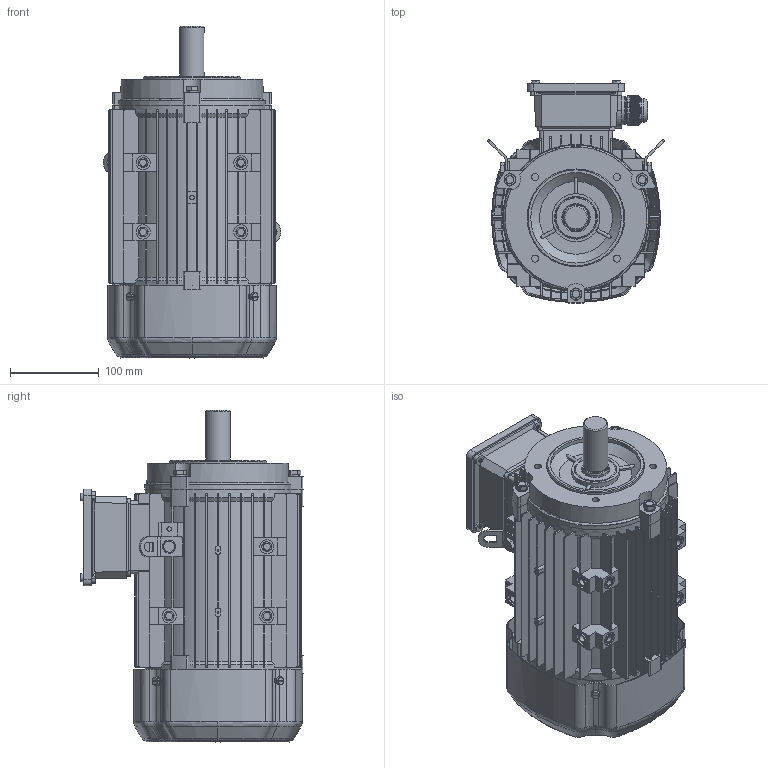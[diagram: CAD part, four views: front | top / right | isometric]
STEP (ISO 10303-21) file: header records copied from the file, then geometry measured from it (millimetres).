
FILE_DESCRIPTION(/* description */ (''),/* implementation_level */ '2;1');
FILE_NAME(/* name */ 'JL-100-B14A.step',/* time_stamp */ '2023-12-02T14:45:07+08:00',/* author */ (''),/* organization */ (''),/* preprocessor_version */ 'ST-DEVELOPER v16',/* originating_system */ 'SIEMENS PLM Software NX 10.0',/* authorisation */ '');
FILE_SCHEMA (('AUTOMOTIVE_DESIGN { 1 0 10303 214 3 1 1 1 }'));
Products named in the file (1): JL-100-B14A
Bounding box: 200.01 x 250.46 x 374 mm (x, y, z)
Volume: 1744708.8 mm3; surface area: 1020613.1 mm2
Topology: 50 solids, 50 shells, 4045 faces, 11187 edges, 7359 vertices
Faces by surface type: plane 2108, cylinder 1325, bspline 268, cone 172, torus 166, sphere 6
Full cylindrical faces by diameter (mm): 2 x4, 4 x11, 4.48 x9, 4.8 x4, 5 x21, 5.3 x3, 5.8 x14, 7.188 x6, 8 x31, 8.58 x2, 9 x2, 9.1 x6, 10 x6, 11 x12, 13 x4, 14.785 x2, 16 x12, 17.188 x1, 20 x1, 20.312 x3, 23.438 x10, 24.219 x6, 25 x17, 25.781 x6, 26.562 x6, 26.953 x1, 27 x1, 27.2 x1, 28 x2, 28.2 x1
Entity records: 173469 total; most frequent: CARTESIAN_POINT 74090, ORIENTED_EDGE 21274, DIRECTION 19210, EDGE_CURVE 10637, VERTEX_POINT 7147, AXIS2_PLACEMENT_3D 6746, LINE 5718, VECTOR 5718
